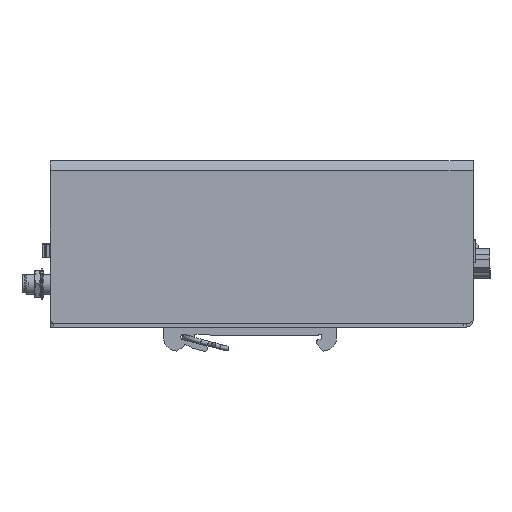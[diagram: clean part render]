
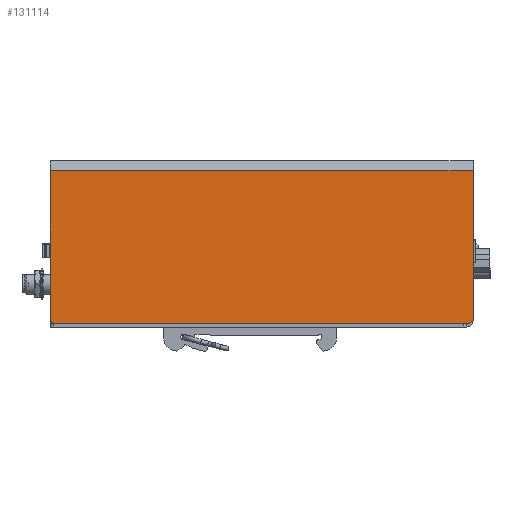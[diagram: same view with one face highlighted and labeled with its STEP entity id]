
A CAD part, left-side view. The second image highlights one B-rep face of the part: STEP entity #131114.
In plain terms, the highlighted planar face has unit normal (-1, 0, 0).
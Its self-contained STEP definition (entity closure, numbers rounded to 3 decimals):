
#4116=PLANE('',#139401);
#9587=FACE_OUTER_BOUND('',#16314,.T.);
#16314=EDGE_LOOP('',(#98504,#98505,#98506,#98507,#98508,#98509,#98510));
#26389=LINE('',#197240,#40364);
#26493=LINE('',#197572,#40468);
#26588=LINE('',#197850,#40563);
#26677=LINE('',#198131,#40652);
#26679=LINE('',#198135,#40654);
#26680=LINE('',#198136,#40655);
#26681=LINE('',#198137,#40656);
#40364=VECTOR('',#159353,10.);
#40468=VECTOR('',#159595,10.);
#40563=VECTOR('',#159780,10.);
#40652=VECTOR('',#159999,10.);
#40654=VECTOR('',#160003,10.);
#40655=VECTOR('',#160004,10.);
#40656=VECTOR('',#160005,10.);
#57140=VERTEX_POINT('',#197234);
#57142=VERTEX_POINT('',#197238);
#57300=VERTEX_POINT('',#197569);
#57301=VERTEX_POINT('',#197571);
#57438=VERTEX_POINT('',#197847);
#57439=VERTEX_POINT('',#197849);
#57567=VERTEX_POINT('',#198134);
#71953=EDGE_CURVE('',#57142,#57140,#26389,.T.);
#72118=EDGE_CURVE('',#57300,#57301,#26493,.T.);
#72257=EDGE_CURVE('',#57438,#57439,#26588,.T.);
#72396=EDGE_CURVE('',#57439,#57300,#26677,.T.);
#72398=EDGE_CURVE('',#57567,#57438,#26679,.T.);
#72399=EDGE_CURVE('',#57140,#57567,#26680,.T.);
#72400=EDGE_CURVE('',#57301,#57142,#26681,.T.);
#98504=ORIENTED_EDGE('',*,*,#72396,.F.);
#98505=ORIENTED_EDGE('',*,*,#72257,.F.);
#98506=ORIENTED_EDGE('',*,*,#72398,.F.);
#98507=ORIENTED_EDGE('',*,*,#72399,.F.);
#98508=ORIENTED_EDGE('',*,*,#71953,.F.);
#98509=ORIENTED_EDGE('',*,*,#72400,.F.);
#98510=ORIENTED_EDGE('',*,*,#72118,.F.);
#131114=ADVANCED_FACE('',(#9587),#4116,.T.);
#139401=AXIS2_PLACEMENT_3D('',#198133,#160001,#160002);
#159353=DIRECTION('',(0.,1.,0.));
#159595=DIRECTION('',(0.,0.,-1.));
#159780=DIRECTION('',(0.,0.,1.));
#159999=DIRECTION('',(0.,-1.,0.));
#160001=DIRECTION('center_axis',(-1.,0.,0.));
#160002=DIRECTION('ref_axis',(0.,0.,
1.));
#160003=DIRECTION('',(0.,0.707,0.707));
#160004=DIRECTION('',(0.,1.,0.));
#160005=DIRECTION('',(0.,0.707,-0.707));
#197234=CARTESIAN_POINT('',(-174.,2.,0.));
#197238=CARTESIAN_POINT('',(-174.,1.,0.));
#197240=CARTESIAN_POINT('',(-174.,0.,0.));
#197569=CARTESIAN_POINT('',(-174.,0.,46.));
#197571=CARTESIAN_POINT('',(-174.,0.,1.));
#197572=CARTESIAN_POINT('',(-174.,0.,40.));
#197847=CARTESIAN_POINT('',(-174.,127.08,1.));
#197849=CARTESIAN_POINT('',(-174.,127.08,46.));
#197850=CARTESIAN_POINT('',(-174.,127.08,40.));
#198131=CARTESIAN_POINT('',(-174.,0.,46.));
#198133=CARTESIAN_POINT('Origin',(-174.,0.,0.));
#198134=CARTESIAN_POINT('',(-174.,126.08,0.));
#198135=CARTESIAN_POINT('',(-174.,94.81,-31.27));
#198136=CARTESIAN_POINT('',(-174.,32.27,0.));
#198137=CARTESIAN_POINT('',(-174.,0.5,0.5));
